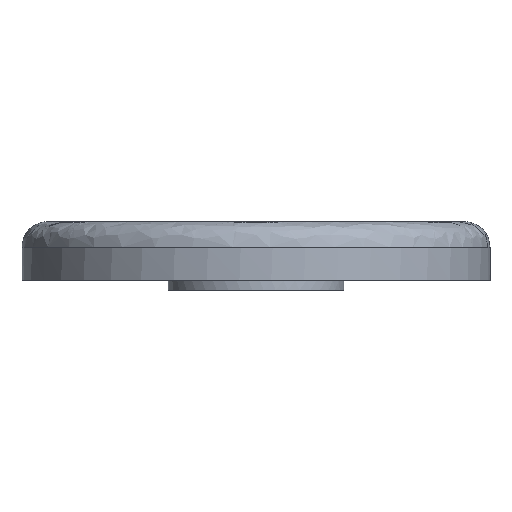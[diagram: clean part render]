
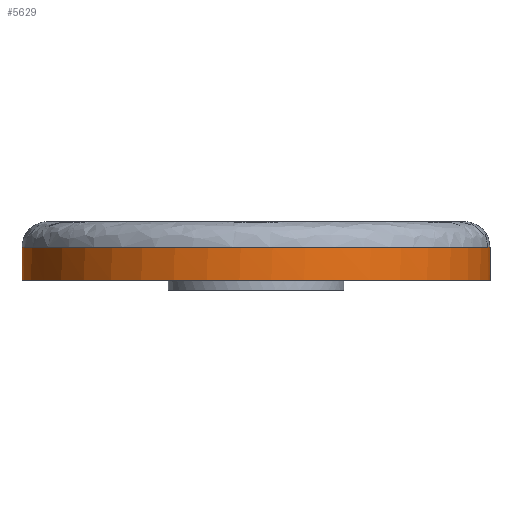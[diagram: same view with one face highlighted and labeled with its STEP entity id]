
A CAD part, front view. The second image highlights one B-rep face of the part: STEP entity #5629.
In plain terms, the highlighted free-form (B-spline) face has degree [2, 1] with [5, 2] control points.
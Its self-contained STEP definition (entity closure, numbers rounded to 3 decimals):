
#5629 = ADVANCED_FACE('',(#5630),#5666,.T.);
#5630 = FACE_BOUND('',#5631,.T.);
#5631 = EDGE_LOOP('',(#5632,#5644,#5651,#5661));
#5632 = ORIENTED_EDGE('',*,*,#5633,.F.);
#5633 = EDGE_CURVE('',#5634,#5636,#5638,.T.);
#5634 = VERTEX_POINT('',#5635);
#5635 = CARTESIAN_POINT('',(-10.933,0.,0.));
#5636 = VERTEX_POINT('',#5637);
#5637 = CARTESIAN_POINT('',(10.933,0.,0.));
#5638 = ( BOUNDED_CURVE() B_SPLINE_CURVE(2,(#5639,#5640,#5641,#5642,
#5643),.UNSPECIFIED.,.F.,.F.) B_SPLINE_CURVE_WITH_KNOTS((3,2,3),(
    3.142,4.712,6.283),
.PIECEWISE_BEZIER_KNOTS.) CURVE() GEOMETRIC_REPRESENTATION_ITEM() 
RATIONAL_B_SPLINE_CURVE((1.,0.707,1.,0.707,1.)) 
REPRESENTATION_ITEM('') );
#5639 = CARTESIAN_POINT('',(-10.933,0.,0.));
#5640 = CARTESIAN_POINT('',(-10.933,-10.933,0.));
#5641 = CARTESIAN_POINT('',(0.,-10.933,0.));
#5642 = CARTESIAN_POINT('',(10.933,-10.933,0.));
#5643 = CARTESIAN_POINT('',(10.933,0.,0.));
#5644 = ORIENTED_EDGE('',*,*,#5645,.F.);
#5645 = EDGE_CURVE('',#5646,#5634,#5648,.T.);
#5646 = VERTEX_POINT('',#5647);
#5647 = CARTESIAN_POINT('',(-10.933,0.,
    1.549));
#5648 = B_SPLINE_CURVE_WITH_KNOTS('',1,(#5649,#5650),.UNSPECIFIED.,.F.,
  .F.,(2,2),(0.,1.7),.PIECEWISE_BEZIER_KNOTS.);
#5649 = CARTESIAN_POINT('',(-10.933,0.,1.549));
#5650 = CARTESIAN_POINT('',(-10.933,0.,0.));
#5651 = ORIENTED_EDGE('',*,*,#5652,.F.);
#5652 = EDGE_CURVE('',#5653,#5646,#5655,.T.);
#5653 = VERTEX_POINT('',#5654);
#5654 = CARTESIAN_POINT('',(10.933,0.,
    1.549));
#5655 = ( BOUNDED_CURVE() B_SPLINE_CURVE(2,(#5656,#5657,#5658,#5659,
#5660),.UNSPECIFIED.,.F.,.F.) B_SPLINE_CURVE_WITH_KNOTS((3,2,3),(
    0.,1.571,3.142),
.PIECEWISE_BEZIER_KNOTS.) CURVE() GEOMETRIC_REPRESENTATION_ITEM() 
RATIONAL_B_SPLINE_CURVE((1.,0.707,1.,0.707,1.)) 
REPRESENTATION_ITEM('') );
#5656 = CARTESIAN_POINT('',(10.933,0.,
    1.549));
#5657 = CARTESIAN_POINT('',(10.933,-10.933,
    1.549));
#5658 = CARTESIAN_POINT('',(0.,-10.933,
    1.549));
#5659 = CARTESIAN_POINT('',(-10.933,-10.933,
    1.549));
#5660 = CARTESIAN_POINT('',(-10.933,0.,
    1.549));
#5661 = ORIENTED_EDGE('',*,*,#5662,.F.);
#5662 = EDGE_CURVE('',#5636,#5653,#5663,.T.);
#5663 = B_SPLINE_CURVE_WITH_KNOTS('',1,(#5664,#5665),.UNSPECIFIED.,.F.,
  .F.,(2,2),(0.,1.7),.PIECEWISE_BEZIER_KNOTS.);
#5664 = CARTESIAN_POINT('',(10.933,0.,0.));
#5665 = CARTESIAN_POINT('',(10.933,0.,1.549));
#5666 = ( BOUNDED_SURFACE() B_SPLINE_SURFACE(2,1,(
    (#5667,#5668)
    ,(#5669,#5670)
    ,(#5671,#5672)
    ,(#5673,#5674)
    ,(#5675,#5676
)),.UNSPECIFIED.,.F.,.F.,.F.) B_SPLINE_SURFACE_WITH_KNOTS((3,2,3),(2,2),
  (0.,1.571,3.142),(0.,1.7),.PIECEWISE_BEZIER_KNOTS.) 
GEOMETRIC_REPRESENTATION_ITEM() RATIONAL_B_SPLINE_SURFACE((
    (1.,1.)
    ,(0.707,0.707)
    ,(1.,1.)
    ,(0.707,0.707)
,(1.,1.))) REPRESENTATION_ITEM('') SURFACE() );
#5667 = CARTESIAN_POINT('',(-10.933,0.,
    1.549));
#5668 = CARTESIAN_POINT('',(-10.933,0.,
    0.));
#5669 = CARTESIAN_POINT('',(-10.933,-10.933,
    1.549));
#5670 = CARTESIAN_POINT('',(-10.933,-10.933,
    0.));
#5671 = CARTESIAN_POINT('',(0.,-10.933,
    1.549));
#5672 = CARTESIAN_POINT('',(0.,-10.933,
    0.));
#5673 = CARTESIAN_POINT('',(10.933,-10.933,
    1.549));
#5674 = CARTESIAN_POINT('',(10.933,-10.933,
    0.));
#5675 = CARTESIAN_POINT('',(10.933,0.,
    1.549));
#5676 = CARTESIAN_POINT('',(10.933,0.,
    0.));
